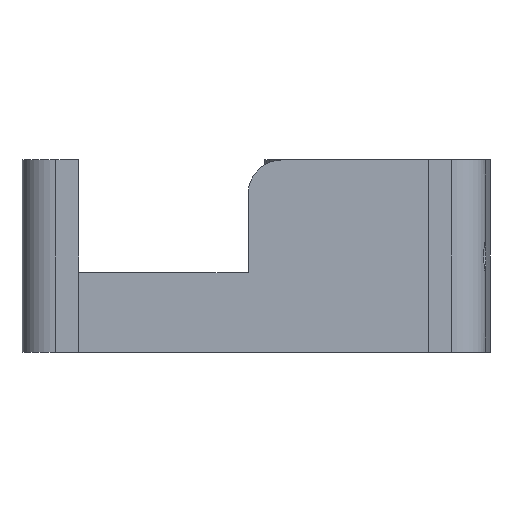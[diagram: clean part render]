
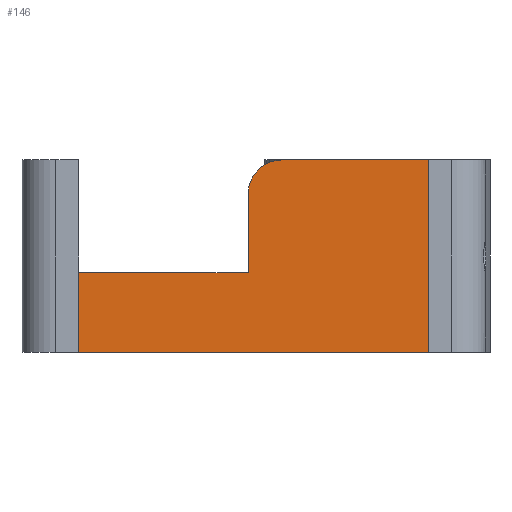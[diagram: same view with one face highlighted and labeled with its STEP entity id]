
A CAD part, front view. The second image highlights one B-rep face of the part: STEP entity #146.
In plain terms, the highlighted planar face has unit normal (0, -1, 0).
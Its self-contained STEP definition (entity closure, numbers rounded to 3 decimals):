
#3 = ORIENTED_EDGE ( 'NONE', *, *, #643, .F. ) ;
#34 = VERTEX_POINT ( 'NONE', #511 ) ;
#60 = PLANE ( 'NONE',  #298 ) ;
#146 = ADVANCED_FACE ( 'NONE', ( #696 ), #60, .F. ) ;
#160 = CARTESIAN_POINT ( 'NONE',  ( 20., 47., 17. ) ) ;
#196 = VECTOR ( 'NONE', #371, 1000. ) ;
#199 = AXIS2_PLACEMENT_3D ( 'NONE', #296, #312, #601 ) ;
#204 = LINE ( 'NONE', #713, #510 ) ;
#220 = EDGE_CURVE ( 'NONE', #559, #481, #204, .T. ) ;
#241 = ORIENTED_EDGE ( 'NONE', *, *, #220, .F. ) ;
#272 = DIRECTION ( 'NONE',  ( -1., 0., 0. ) ) ;
#293 = CARTESIAN_POINT ( 'NONE',  ( 36., 47., 0. ) ) ;
#296 = CARTESIAN_POINT ( 'NONE',  ( 23., 47., 14. ) ) ;
#298 = AXIS2_PLACEMENT_3D ( 'NONE', #704, #1062, #519 ) ;
#312 = DIRECTION ( 'NONE',  ( 0., -1., 0. ) ) ;
#332 = VERTEX_POINT ( 'NONE', #660 ) ;
#371 = DIRECTION ( 'NONE',  ( -1., 0., 0. ) ) ;
#387 = CARTESIAN_POINT ( 'NONE',  ( 20., 47., 7. ) ) ;
#481 = VERTEX_POINT ( 'NONE', #784 ) ;
#490 = CARTESIAN_POINT ( 'NONE',  ( 5., 47., 7. ) ) ;
#510 = VECTOR ( 'NONE', #1277, 1000. ) ;
#511 = CARTESIAN_POINT ( 'NONE',  ( 5., 47., 0. ) ) ;
#519 = DIRECTION ( 'NONE',  ( 0., 0., 1. ) ) ;
#559 = VERTEX_POINT ( 'NONE', #387 ) ;
#561 = ORIENTED_EDGE ( 'NONE', *, *, #745, .T. ) ;
#578 = DIRECTION ( 'NONE',  ( 1., 0., 0. ) ) ;
#583 = LINE ( 'NONE', #1242, #1239 ) ;
#593 = VECTOR ( 'NONE', #701, 1000. ) ;
#601 = DIRECTION ( 'NONE',  ( 0., 0., 1. ) ) ;
#643 = EDGE_CURVE ( 'NONE', #1111, #948, #812, .T. ) ;
#660 = CARTESIAN_POINT ( 'NONE',  ( 23., 47., 17. ) ) ;
#682 = EDGE_CURVE ( 'NONE', #332, #1111, #1340, .T. ) ;
#684 = ORIENTED_EDGE ( 'NONE', *, *, #1248, .F. ) ;
#696 = FACE_OUTER_BOUND ( 'NONE', #847, .T. ) ;
#701 = DIRECTION ( 'NONE',  ( 0., 0., -1. ) ) ;
#704 = CARTESIAN_POINT ( 'NONE',  ( 41.002, 47., 7. ) ) ;
#713 = CARTESIAN_POINT ( 'NONE',  ( 20., 47., 7. ) ) ;
#745 = EDGE_CURVE ( 'NONE', #559, #1238, #792, .T. ) ;
#784 = CARTESIAN_POINT ( 'NONE',  ( 20., 47., 14. ) ) ;
#786 = ORIENTED_EDGE ( 'NONE', *, *, #682, .F. ) ;
#792 = LINE ( 'NONE', #799, #196 ) ;
#799 = CARTESIAN_POINT ( 'NONE',  ( 41.002, 47., 7. ) ) ;
#801 = CIRCLE ( 'NONE', #199, 3. ) ;
#812 = LINE ( 'NONE', #1247, #593 ) ;
#847 = EDGE_LOOP ( 'NONE', ( #786, #1082, #241, #561, #1267, #684, #3 ) ) ;
#891 = CARTESIAN_POINT ( 'NONE',  ( 36., 47., 17. ) ) ;
#893 = VECTOR ( 'NONE', #578, 1000. ) ;
#938 = VECTOR ( 'NONE', #1053, 1000. ) ;
#948 = VERTEX_POINT ( 'NONE', #293 ) ;
#950 = CARTESIAN_POINT ( 'NONE',  ( 5., 47., 7. ) ) ;
#1053 = DIRECTION ( 'NONE',  ( 0., 0., -1. ) ) ;
#1062 = DIRECTION ( 'NONE',  ( 0., 1., 0. ) ) ;
#1082 = ORIENTED_EDGE ( 'NONE', *, *, #1368, .T. ) ;
#1111 = VERTEX_POINT ( 'NONE', #891 ) ;
#1173 = LINE ( 'NONE', #950, #938 ) ;
#1238 = VERTEX_POINT ( 'NONE', #490 ) ;
#1239 = VECTOR ( 'NONE', #272, 1000. ) ;
#1242 = CARTESIAN_POINT ( 'NONE',  ( 41.002, 47., 0. ) ) ;
#1247 = CARTESIAN_POINT ( 'NONE',  ( 36., 47., 7. ) ) ;
#1248 = EDGE_CURVE ( 'NONE', #948, #34, #583, .T. ) ;
#1267 = ORIENTED_EDGE ( 'NONE', *, *, #1387, .T. ) ;
#1277 = DIRECTION ( 'NONE',  ( 0., 0., 1. ) ) ;
#1340 = LINE ( 'NONE', #160, #893 ) ;
#1368 = EDGE_CURVE ( 'NONE', #332, #481, #801, .T. ) ;
#1387 = EDGE_CURVE ( 'NONE', #1238, #34, #1173, .T. ) ;
